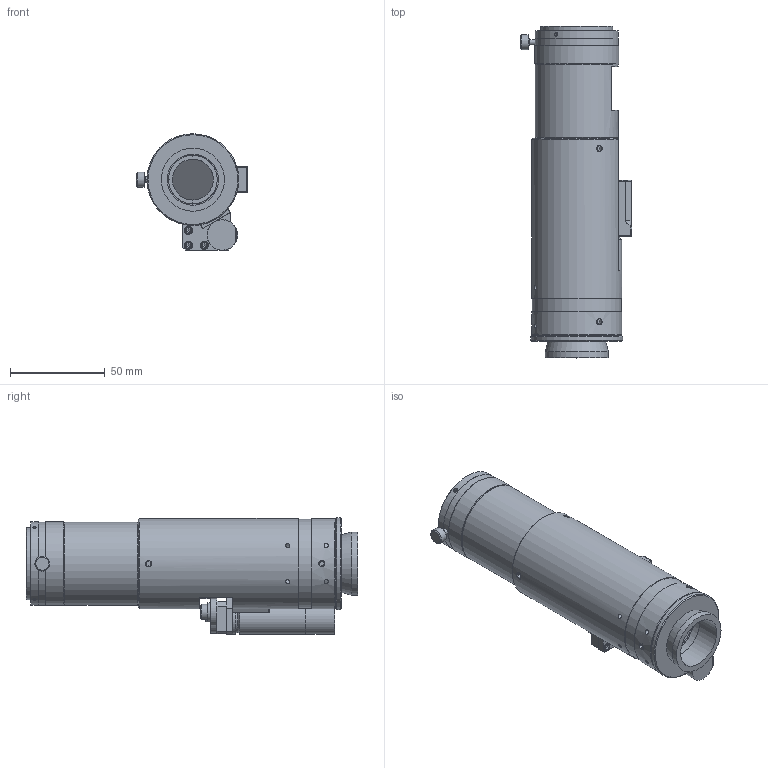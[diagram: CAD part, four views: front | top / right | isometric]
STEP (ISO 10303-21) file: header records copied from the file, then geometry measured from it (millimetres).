
FILE_DESCRIPTION((''),'2;1');
FILE_NAME('51338_0.stp','2009-01-09T14:25:15',('EVANS'),(''),'Autodesk Inventor 2009','Autodesk Inventor 2009','');
FILE_SCHEMA(('AUTOMOTIVE_DESIGN { 1 0 10303 214 1 1 1 1 }'));
Length unit declared in the file: inch
Products named in the file (53): Assembly7 (LevelofDetail1); 51338 (~1); 7015; 50145 (~1); 50146; 50147; 62327; 7449; 7036; 51276(coax) (~1); 51186; 50347(COAX) (~1); 50352; 7004; 60398; 60400; 60399-R; 7183; 7040; 51275; 50211; 50215-R; 62325; 51187; 7007; 51280; 51279; 51278; 50109; 7470; 50159; 50163; 50162; 5402; 7008; 60436; 7261; 60433; 50161; 6287 ...
Assembly tree (74 placements, depth 5):
  Assembly7 (LevelofDetail1)
    51338 (~1)
      7015
      50145 (~1)
        50146
        50147
      62327
      7449  x3
      7036  x2
      51276(coax) (~1)
        51186
        50347(COAX) (~1)
          50352
        7004  x6
        60398
        60400
        60399-R
        7183
        7040  x4
        7036  x3
        51275
          50211
          50215-R
          62325  x2
          51187
          7007  x3
      51280
        51279
        51278
        50109
        7470  x3
      50159
        50163
        50162
        5402
        7008
        60436
          7261
          60433
        50161
        6287
        50164
        7006  x3
        50206
      62569_12X
        60369
        62326
          62326-1
          DN6848S  x2
          ECS-T1CY105R
          ECJ-2VF1H104Z
      61337-R
        61337-R-1
        61337-R-2
Bounding box: 58.78 x 175.11 x 61.47 mm (x, y, z)
Volume: 141705.4 mm3; surface area: 107151.6 mm2
Topology: 63 solids, 66 shells, 1529 faces, 3735 edges, 2453 vertices
Faces by surface type: plane 941, bspline 259, cylinder 205, cone 114, sphere 8, torus 2
Full cylindrical faces by diameter (mm): 1.473 x4, 1.575 x1, 1.702 x6, 1.854 x3, 2.159 x7, 2.184 x23, 2.54 x1, 2.845 x10, 2.997 x2, 3.556 x6, 3.785 x1, 4.166 x7, 4.267 x3, 4.75 x2, 4.757 x2, 4.78 x1, 6.985 x1, 7.01 x1, 7.874 x1, 7.938 x1, 9.525 x2, 10.109 x1, 10.16 x1, 14.11 x1, 14.122 x1, 14.478 x1, 14.808 x2, 16.002 x1, 16.129 x2, 21.59 x1
Entity records: 40744 total; most frequent: CARTESIAN_POINT 13147, ORIENTED_EDGE 5216, DIRECTION 4730, EDGE_CURVE 2611, VERTEX_POINT 1868, EDGE_LOOP 1677, VECTOR 1648, LINE 1648
